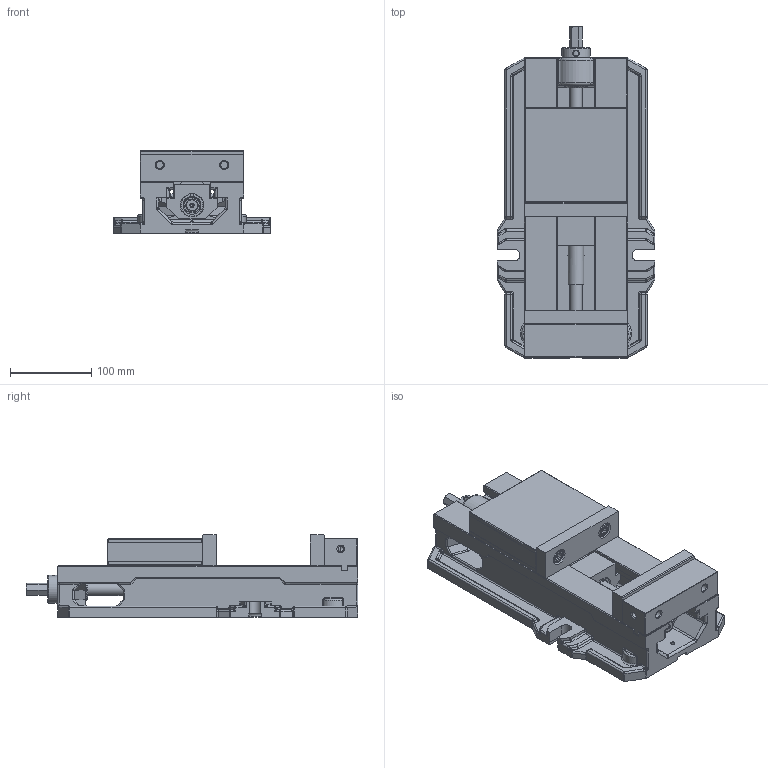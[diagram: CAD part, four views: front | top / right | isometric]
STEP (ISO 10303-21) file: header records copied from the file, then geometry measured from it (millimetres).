
FILE_DESCRIPTION(/* description */ (''),/* implementation_level */ '2;1');
FILE_NAME(/* name */ '1ATD570NA0101.stp',/* time_stamp */ '2020-03-27T16:03:37+08:00',/* author */ ('AUTOWELL002'),/* organization */ (''),/* preprocessor_version */ 'ST-DEVELOPER v17',/* originating_system */ 'Autodesk Inventor 2019',/* authorisation */ '');
FILE_SCHEMA (('AUTOMOTIVE_DESIGN { 1 0 10303 214 3 1 1 }'));
Length unit declared in the file: millimetre
Products named in the file (1): 1ATD570NA0101
Bounding box: 194 x 409 x 101.6 mm (x, y, z)
Volume: 2728446.7 mm3; surface area: 430420.1 mm2
Topology: 3 solids, 9 shells, 1224 faces, 3199 edges, 1929 vertices
Faces by surface type: plane 529, cylinder 427, bspline 92, torus 86, cone 59, sphere 31
Full cylindrical faces by diameter (mm): 3.3 x2, 4.978 x4, 6.401 x1, 6.647 x2, 7.798 x1, 9.144 x8, 11.113 x6, 12 x6, 14 x1, 15.5 x2, 16.662 x6, 17 x2, 17.5 x4, 18 x2, 18.7 x1, 19.05 x2, 20 x1, 20.1 x1, 22 x1, 25 x1, 29 x4, 35 x1, 36.5 x2, 40 x1
Entity records: 41693 total; most frequent: CARTESIAN_POINT 10731, DIRECTION 6474, ORIENTED_EDGE 6268, EDGE_CURVE 3134, AXIS2_PLACEMENT_3D 2361, VERTEX_POINT 1929, LINE 1752, VECTOR 1752
